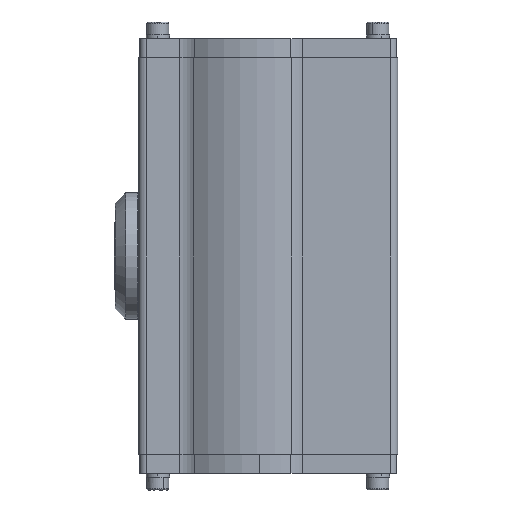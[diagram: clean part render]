
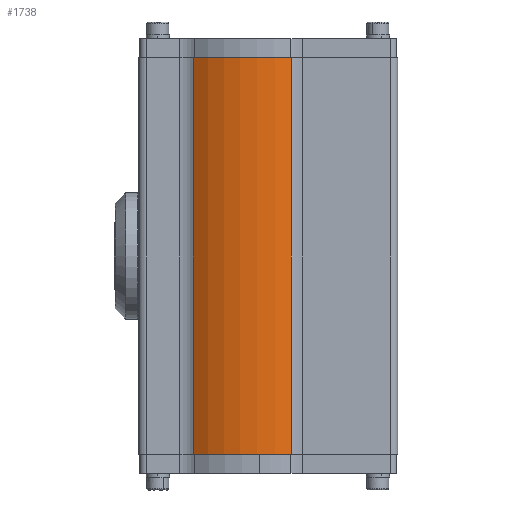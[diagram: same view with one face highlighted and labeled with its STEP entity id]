
A CAD part, left-side view. The second image highlights one B-rep face of the part: STEP entity #1738.
In plain terms, the highlighted cylindrical face has radius 42.5 mm (diameter 85 mm), a partial arc.
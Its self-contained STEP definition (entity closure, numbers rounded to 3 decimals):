
#258 = EDGE_CURVE ( 'NONE', #19579, #20563, #6963, .T. ) ;
#1738 = ADVANCED_FACE ( 'NONE', ( #21573 ), #20251, .T. ) ;
#3158 = DIRECTION ( 'NONE',  ( 0., 0., 1. ) ) ;
#3476 = EDGE_CURVE ( 'NONE', #20563, #3713, #10762, .T. ) ;
#3513 = EDGE_CURVE ( 'NONE', #3713, #6220, #7185, .T. ) ;
#3544 = EDGE_CURVE ( 'NONE', #6220, #19579, #7737, .T. ) ;
#3713 = VERTEX_POINT ( 'NONE', #17906 ) ;
#3731 = DIRECTION ( 'NONE',  ( 0., 0., -1. ) ) ;
#4406 = AXIS2_PLACEMENT_3D ( 'NONE', #20607, #15689, #17418 ) ;
#4693 = CARTESIAN_POINT ( 'NONE',  ( -33.835, 25.719, 0. ) ) ;
#5053 = EDGE_LOOP ( 'NONE', ( #14686, #22307, #12245, #11931 ) ) ;
#5348 = AXIS2_PLACEMENT_3D ( 'NONE', #8573, #20387, #10340 ) ;
#6139 = CARTESIAN_POINT ( 'NONE',  ( -40.652, -12.396, 77. ) ) ;
#6220 = VERTEX_POINT ( 'NONE', #6139 ) ;
#6634 = CARTESIAN_POINT ( 'NONE',  ( 0., 0., -77. ) ) ;
#6963 = LINE ( 'NONE', #4693, #6988 ) ;
#6988 = VECTOR ( 'NONE', #3731, 1000. ) ;
#7185 = LINE ( 'NONE', #21988, #8311 ) ;
#7737 = CIRCLE ( 'NONE', #5348, 42.5 ) ;
#8311 = VECTOR ( 'NONE', #3158, 1000. ) ;
#8435 = DIRECTION ( 'NONE',  ( 1., 0., 0. ) ) ;
#8573 = CARTESIAN_POINT ( 'NONE',  ( 0., 0., 77. ) ) ;
#10340 = DIRECTION ( 'NONE',  ( 1., 0., 0. ) ) ;
#10762 = CIRCLE ( 'NONE', #18497, 42.5 ) ;
#11931 = ORIENTED_EDGE ( 'NONE', *, *, #258, .T. ) ;
#12245 = ORIENTED_EDGE ( 'NONE', *, *, #3544, .T. ) ;
#14686 = ORIENTED_EDGE ( 'NONE', *, *, #3476, .T. ) ;
#15689 = DIRECTION ( 'NONE',  ( 0., 0., 1. ) ) ;
#17338 = CARTESIAN_POINT ( 'NONE',  ( -33.835, 25.719, -77. ) ) ;
#17418 = DIRECTION ( 'NONE',  ( 1., 0., 0. ) ) ;
#17906 = CARTESIAN_POINT ( 'NONE',  ( -40.652, -12.396, -77. ) ) ;
#18497 = AXIS2_PLACEMENT_3D ( 'NONE', #6634, #18633, #8435 ) ;
#18633 = DIRECTION ( 'NONE',  ( 0., 0., 1. ) ) ;
#19579 = VERTEX_POINT ( 'NONE', #21391 ) ;
#20251 = CYLINDRICAL_SURFACE ( 'NONE', #4406, 42.5 ) ;
#20387 = DIRECTION ( 'NONE',  ( 0., 0., -1. ) ) ;
#20563 = VERTEX_POINT ( 'NONE', #17338 ) ;
#20607 = CARTESIAN_POINT ( 'NONE',  ( 0., 0., 0. ) ) ;
#21391 = CARTESIAN_POINT ( 'NONE',  ( -33.835, 25.719, 77. ) ) ;
#21573 = FACE_OUTER_BOUND ( 'NONE', #5053, .T. ) ;
#21988 = CARTESIAN_POINT ( 'NONE',  ( -40.652, -12.396, 0. ) ) ;
#22307 = ORIENTED_EDGE ( 'NONE', *, *, #3513, .T. ) ;
